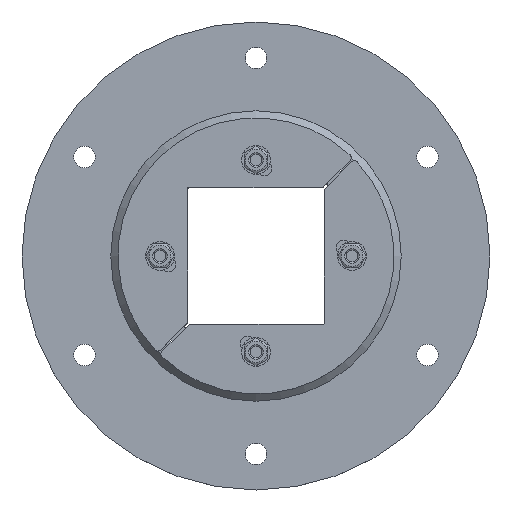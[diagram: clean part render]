
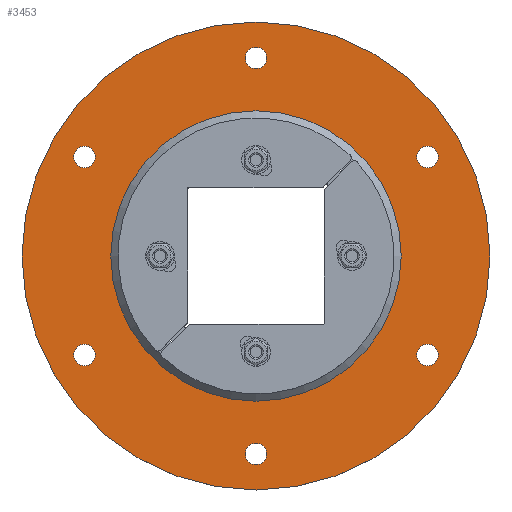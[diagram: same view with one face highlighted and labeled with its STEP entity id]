
A CAD part, top view. The second image highlights one B-rep face of the part: STEP entity #3453.
In plain terms, the highlighted planar face has unit normal (0, 0, 1).
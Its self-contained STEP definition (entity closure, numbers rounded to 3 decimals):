
#3345=CARTESIAN_POINT('',(60.5,0.,-6.));
#3346=VERTEX_POINT('',#3345);
#3347=CARTESIAN_POINT('',(0.0,0.0,-6.));
#3348=DIRECTION('',(0.0,0.0,1.0));
#3349=DIRECTION('',(-1.0,0.0,0.0));
#3350=AXIS2_PLACEMENT_3D('',#3347,#3348,#3349);
#3351=CIRCLE('',#3350,60.5);
#3352=EDGE_CURVE('',#3346,#3346,#3351,.T.);
#3368=CARTESIAN_POINT('',(0.,0.,-6.));
#3369=DIRECTION('',(0.0,0.0,1.0));
#3370=DIRECTION('',(1.0,0.0,0.0));
#3371=AXIS2_PLACEMENT_3D('',#3368,#3369,#3370);
#3372=PLANE('',#3371);
#3373=CARTESIAN_POINT('',(97.5,0.,-6.));
#3374=VERTEX_POINT('',#3373);
#3375=CARTESIAN_POINT('',(0.0,0.0,-6.));
#3376=DIRECTION('',(0.0,0.0,1.0));
#3377=DIRECTION('',(-1.0,0.0,0.0));
#3378=AXIS2_PLACEMENT_3D('',#3375,#3376,#3377);
#3379=CIRCLE('',#3378,97.5);
#3380=EDGE_CURVE('',#3374,#3374,#3379,.T.);
#3381=ORIENTED_EDGE('',*,*,#3380,.T.);
#3382=EDGE_LOOP('',(#3381));
#3383=FACE_OUTER_BOUND('',#3382,.T.);
#3384=CARTESIAN_POINT('',(4.5,82.5,-6.));
#3385=VERTEX_POINT('',#3384);
#3386=CARTESIAN_POINT('',(0.0,82.5,-6.));
#3387=DIRECTION('',(0.0,0.0,-1.0));
#3388=DIRECTION('',(1.0,0.0,0.0));
#3389=AXIS2_PLACEMENT_3D('',#3386,#3387,#3388);
#3390=CIRCLE('',#3389,4.5);
#3391=EDGE_CURVE('',#3385,#3385,#3390,.T.);
#3392=ORIENTED_EDGE('',*,*,#3391,.T.);
#3393=EDGE_LOOP('',(#3392));
#3394=FACE_BOUND('',#3393,.T.);
#3395=CARTESIAN_POINT('',(-69.197,45.147,-6.));
#3396=VERTEX_POINT('',#3395);
#3397=CARTESIAN_POINT('',(-71.447,41.25,-6.));
#3398=DIRECTION('',(0.0,0.0,-1.0));
#3399=DIRECTION('',(0.5,0.866,0.0));
#3400=AXIS2_PLACEMENT_3D('',#3397,#3398,#3399);
#3401=CIRCLE('',#3400,4.5);
#3402=EDGE_CURVE('',#3396,#3396,#3401,.T.);
#3403=ORIENTED_EDGE('',*,*,#3402,.T.);
#3404=EDGE_LOOP('',(#3403));
#3405=FACE_BOUND('',#3404,.T.);
#3406=CARTESIAN_POINT('',(-73.697,-37.353,-6.));
#3407=VERTEX_POINT('',#3406);
#3408=CARTESIAN_POINT('',(-71.447,-41.25,-6.));
#3409=DIRECTION('',(0.0,0.0,-1.0));
#3410=DIRECTION('',(-0.5,0.866,0.0));
#3411=AXIS2_PLACEMENT_3D('',#3408,#3409,#3410);
#3412=CIRCLE('',#3411,4.5);
#3413=EDGE_CURVE('',#3407,#3407,#3412,.T.);
#3414=ORIENTED_EDGE('',*,*,#3413,.T.);
#3415=EDGE_LOOP('',(#3414));
#3416=FACE_BOUND('',#3415,.T.);
#3417=CARTESIAN_POINT('',(-4.5,-82.5,-6.));
#3418=VERTEX_POINT('',#3417);
#3419=CARTESIAN_POINT('',(0.,-82.5,-6.));
#3420=DIRECTION('',(0.0,0.0,-1.0));
#3421=DIRECTION('',(-1.0,0.0,0.0));
#3422=AXIS2_PLACEMENT_3D('',#3419,#3420,#3421);
#3423=CIRCLE('',#3422,4.5);
#3424=EDGE_CURVE('',#3418,#3418,#3423,.T.);
#3425=ORIENTED_EDGE('',*,*,#3424,.T.);
#3426=EDGE_LOOP('',(#3425));
#3427=FACE_BOUND('',#3426,.T.);
#3428=CARTESIAN_POINT('',(69.197,-45.147,-6.));
#3429=VERTEX_POINT('',#3428);
#3430=CARTESIAN_POINT('',(71.447,-41.25,-6.));
#3431=DIRECTION('',(0.0,0.0,-1.0));
#3432=DIRECTION('',(-0.5,-0.866,0.0));
#3433=AXIS2_PLACEMENT_3D('',#3430,#3431,#3432);
#3434=CIRCLE('',#3433,4.5);
#3435=EDGE_CURVE('',#3429,#3429,#3434,.T.);
#3436=ORIENTED_EDGE('',*,*,#3435,.T.);
#3437=EDGE_LOOP('',(#3436));
#3438=FACE_BOUND('',#3437,.T.);
#3439=CARTESIAN_POINT('',(73.697,37.353,-6.));
#3440=VERTEX_POINT('',#3439);
#3441=CARTESIAN_POINT('',(71.447,41.25,-6.));
#3442=DIRECTION('',(0.0,0.0,-1.0));
#3443=DIRECTION('',(0.5,-0.866,0.0));
#3444=AXIS2_PLACEMENT_3D('',#3441,#3442,#3443);
#3445=CIRCLE('',#3444,4.5);
#3446=EDGE_CURVE('',#3440,#3440,#3445,.T.);
#3447=ORIENTED_EDGE('',*,*,#3446,.T.);
#3448=EDGE_LOOP('',(#3447));
#3449=FACE_BOUND('',#3448,.T.);
#3450=ORIENTED_EDGE('',*,*,#3352,.F.);
#3451=EDGE_LOOP('',(#3450));
#3452=FACE_BOUND('',#3451,.T.);
#3453=ADVANCED_FACE('',(#3383,#3394,#3405,#3416,#3427,#3438,#3449,#3452),#3372,.T.);
